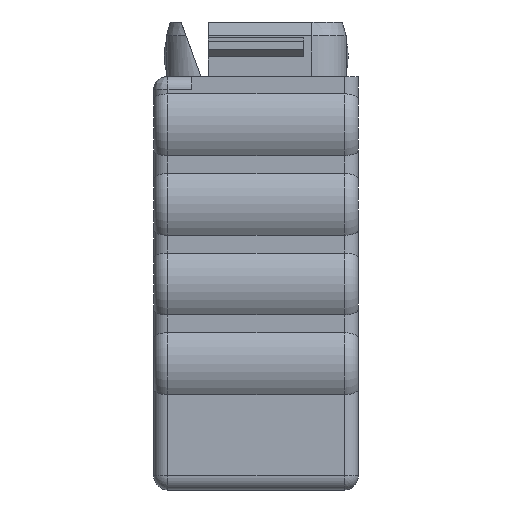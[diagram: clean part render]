
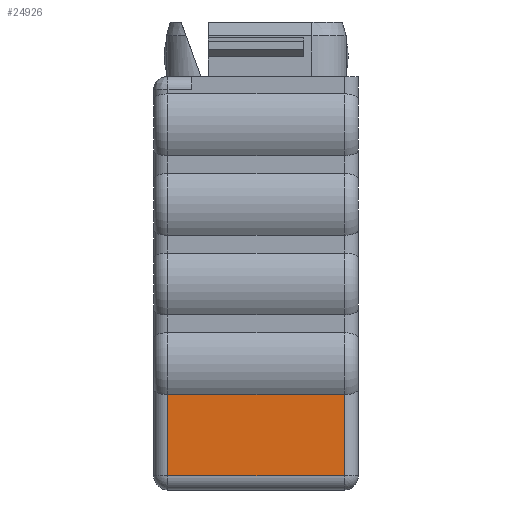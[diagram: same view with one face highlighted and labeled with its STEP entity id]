
A CAD part, left-side view. The second image highlights one B-rep face of the part: STEP entity #24926.
In plain terms, the highlighted planar face has unit normal (-1, 0, 0).
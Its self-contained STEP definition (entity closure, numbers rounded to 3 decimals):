
#136=DIRECTION('',(0.,1.,0.));
#137=VECTOR('',#136,12.9);
#138=CARTESIAN_POINT('',(-22.21,-6.45,-23.303));
#139=LINE('',#138,#137);
#153=DIRECTION('',(0.,-1.,0.));
#154=VECTOR('',#153,12.9);
#155=CARTESIAN_POINT('',(-22.21,6.45,-29.25));
#156=LINE('',#155,#154);
#12068=CARTESIAN_POINT('',(-22.21,6.45,-23.303));
#12075=DIRECTION('',(0.,0.,1.));
#12076=VECTOR('',#12075,5.947);
#12077=CARTESIAN_POINT('',(-22.21,6.45,-29.25));
#12078=LINE('',#12077,#12076);
#13295=DIRECTION('',(0.,0.,-1.));
#13296=VECTOR('',#13295,5.947);
#13297=CARTESIAN_POINT('',(-22.21,-6.45,-23.303));
#13298=LINE('',#13297,#13296);
#21924=CARTESIAN_POINT('',(-22.21,-6.45,-29.25));
#21925=VERTEX_POINT('',#21924);
#21928=CARTESIAN_POINT('',(-22.21,-6.45,-23.303));
#21929=VERTEX_POINT('',#21928);
#23904=VERTEX_POINT('',#12068);
#23943=CARTESIAN_POINT('',(-22.21,6.45,-29.25));
#23944=VERTEX_POINT('',#23943);
#24912=CARTESIAN_POINT('',(-22.21,-7.5,0.));
#24913=DIRECTION('',(-1.,0.,0.));
#24914=DIRECTION('',(0.,1.,0.));
#24915=AXIS2_PLACEMENT_3D('',#24912,#24913,#24914);
#24916=PLANE('',#24915);
#24918=ORIENTED_EDGE('',*,*,#24917,.F.);
#24920=ORIENTED_EDGE('',*,*,#24919,.T.);
#24921=ORIENTED_EDGE('',*,*,#24902,.F.);
#24923=ORIENTED_EDGE('',*,*,#24922,.T.);
#24924=EDGE_LOOP('',(#24918,#24920,#24921,#24923));
#24925=FACE_OUTER_BOUND('',#24924,.F.);
#24926=ADVANCED_FACE('',(#24925),#24916,.T.);
#24902=EDGE_CURVE('',#21929,#23904,#139,.T.);
#24917=EDGE_CURVE('',#23944,#21925,#156,.T.);
#24919=EDGE_CURVE('',#23944,#23904,#12078,.T.);
#24922=EDGE_CURVE('',#21929,#21925,#13298,.T.);
